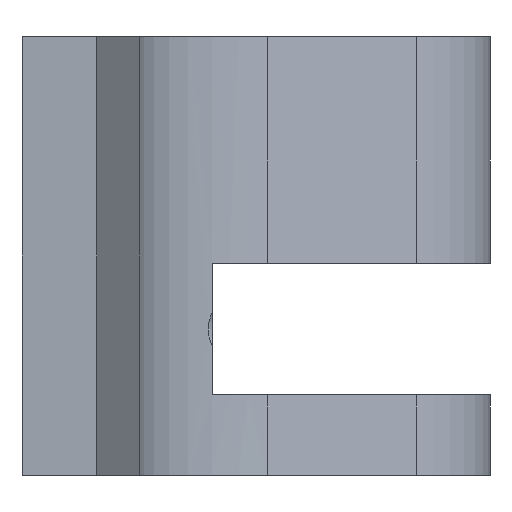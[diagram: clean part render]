
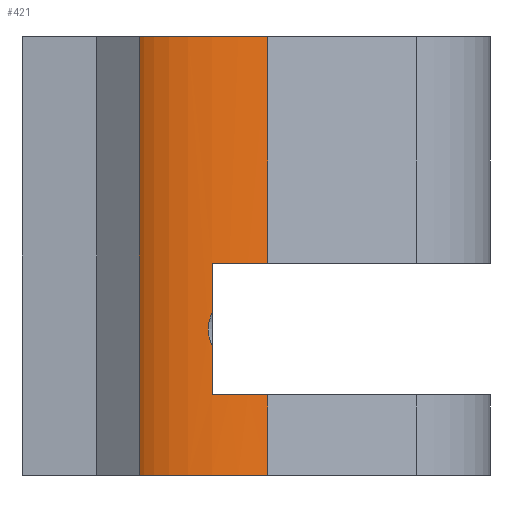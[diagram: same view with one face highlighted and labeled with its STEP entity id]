
A CAD part, left-side view. The second image highlights one B-rep face of the part: STEP entity #421.
In plain terms, the highlighted cylindrical face has radius 7 mm (diameter 14 mm), a partial arc.
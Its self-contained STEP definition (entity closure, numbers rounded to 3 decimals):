
#33=LINE('',#676,#69);
#34=LINE('',#680,#70);
#35=LINE('',#683,#71);
#36=LINE('',#685,#72);
#37=LINE('',#688,#73);
#69=VECTOR('',#533,1.682);
#70=VECTOR('',#536,7.75);
#71=VECTOR('',#539,15.);
#72=VECTOR('',#540,2.75);
#73=VECTOR('',#543,1.682);
#100=B_SPLINE_CURVE_WITH_KNOTS('',3,(#617,#618,#619,#620,#621,#622,#623,
#624,#625,#626),.UNSPECIFIED.,.F.,.F.,(4,2,2,2,4),(0.5,0.527,
0.557,0.586,0.614),.UNSPECIFIED.);
#102=CYLINDRICAL_SURFACE('',#454,7.);
#128=FACE_OUTER_BOUND('',#156,.T.);
#156=EDGE_LOOP('',(#332,#333,#334,#335,#336,#337,#338,#339,#340,#341));
#186=CIRCLE('',#450,7.);
#189=CIRCLE('',#455,7.);
#190=CIRCLE('',#456,7.);
#191=CIRCLE('',#457,7.);
#203=VERTEX_POINT('',#614);
#204=VERTEX_POINT('',#615);
#219=VERTEX_POINT('',#659);
#220=VERTEX_POINT('',#661);
#225=VERTEX_POINT('',#675);
#226=VERTEX_POINT('',#677);
#227=VERTEX_POINT('',#679);
#228=VERTEX_POINT('',#681);
#229=VERTEX_POINT('',#684);
#230=VERTEX_POINT('',#686);
#245=EDGE_CURVE('',#204,#203,#100,.T.);
#262=EDGE_CURVE('',#220,#219,#186,.T.);
#269=EDGE_CURVE('',#203,#225,#33,.T.);
#270=EDGE_CURVE('',#225,#226,#189,.T.);
#271=EDGE_CURVE('',#227,#226,#34,.T.);
#272=EDGE_CURVE('',#227,#228,#190,.T.);
#273=EDGE_CURVE('',#228,#220,#35,.T.);
#274=EDGE_CURVE('',#229,#219,#36,.T.);
#275=EDGE_CURVE('',#229,#230,#191,.T.);
#276=EDGE_CURVE('',#230,#204,#37,.T.);
#332=ORIENTED_EDGE('',*,*,#245,.T.);
#333=ORIENTED_EDGE('',*,*,#269,.T.);
#334=ORIENTED_EDGE('',*,*,#270,.T.);
#335=ORIENTED_EDGE('',*,*,#271,.F.);
#336=ORIENTED_EDGE('',*,*,#272,.T.);
#337=ORIENTED_EDGE('',*,*,#273,.T.);
#338=ORIENTED_EDGE('',*,*,#262,.T.);
#339=ORIENTED_EDGE('',*,*,#274,.F.);
#340=ORIENTED_EDGE('',*,*,#275,.T.);
#341=ORIENTED_EDGE('',*,*,#276,.T.);
#421=ADVANCED_FACE('',(#128),#102,.F.);
#450=AXIS2_PLACEMENT_3D('',#662,#519,#520);
#454=AXIS2_PLACEMENT_3D('',#674,#531,#532);
#455=AXIS2_PLACEMENT_3D('',#678,#534,#535);
#456=AXIS2_PLACEMENT_3D('',#682,#537,#538);
#457=AXIS2_PLACEMENT_3D('',#687,#541,#542);
#519=DIRECTION('center_axis',(0.,0.,-1.));
#520=DIRECTION('ref_axis',(0.928,0.372,0.));
#531=DIRECTION('center_axis',(0.,0.,1.));
#532=DIRECTION('ref_axis',(0.928,0.372,0.));
#533=DIRECTION('',(0.,0.,1.));
#534=DIRECTION('center_axis',(0.,0.,
-1.));
#535=DIRECTION('ref_axis',(0.928,0.372,0.));
#536=DIRECTION('',(0.,0.,-1.));
#537=DIRECTION('center_axis',(0.,0.,1.));
#538=DIRECTION('ref_axis',(0.928,0.372,0.));
#539=DIRECTION('',(0.,0.,-1.));
#540=DIRECTION('',(0.,0.,-1.));
#541=DIRECTION('center_axis',(0.,0.,
1.));
#542=DIRECTION('ref_axis',(0.928,0.372,0.));
#543=DIRECTION('',(0.,0.,1.));
#614=CARTESIAN_POINT('',(4.612,5.5,-1.932));
#615=CARTESIAN_POINT('',(4.612,5.5,-3.068));
#617=CARTESIAN_POINT('Ctrl Pts',(4.612,5.5,-3.068));
#618=CARTESIAN_POINT('Ctrl Pts',(4.58,5.538,-2.991));
#619=CARTESIAN_POINT('Ctrl Pts',(4.552,5.571,-2.902));
#620=CARTESIAN_POINT('Ctrl Pts',(4.511,5.618,-2.707));
#621=CARTESIAN_POINT('Ctrl Pts',(4.5,5.63,-2.6));
#622=CARTESIAN_POINT('Ctrl Pts',(4.5,5.63,-2.4));
#623=CARTESIAN_POINT('Ctrl Pts',(4.511,5.618,-2.293));
#624=CARTESIAN_POINT('Ctrl Pts',(4.552,5.571,-2.098));
#625=CARTESIAN_POINT('Ctrl Pts',(4.58,5.538,-2.009));
#626=CARTESIAN_POINT('Ctrl Pts',(4.612,5.5,-1.932));
#659=CARTESIAN_POINT('',(5.748,3.603,-7.5));
#661=CARTESIAN_POINT('',(-0.262,7.983,-7.5));
#662=CARTESIAN_POINT('Origin',(-0.75,1.,-7.5));
#674=CARTESIAN_POINT('Origin',(-0.75,1.,0.));
#675=CARTESIAN_POINT('',(4.612,5.5,-0.25));
#676=CARTESIAN_POINT('',(4.612,5.5,0.));
#677=CARTESIAN_POINT('',(5.748,3.603,-0.25));
#678=CARTESIAN_POINT('Origin',(-0.75,1.,-0.25));
#679=CARTESIAN_POINT('',(5.748,3.603,7.5));
#680=CARTESIAN_POINT('',(5.748,3.603,0.));
#681=CARTESIAN_POINT('',(-0.262,7.983,7.5));
#682=CARTESIAN_POINT('Origin',(-0.75,1.,7.5));
#683=CARTESIAN_POINT('',(-0.262,7.983,0.));
#684=CARTESIAN_POINT('',(5.748,3.603,-4.75));
#685=CARTESIAN_POINT('',(5.748,3.603,0.));
#686=CARTESIAN_POINT('',(4.612,5.5,-4.75));
#687=CARTESIAN_POINT('Origin',(-0.75,1.,-4.75));
#688=CARTESIAN_POINT('',(4.612,5.5,0.));
